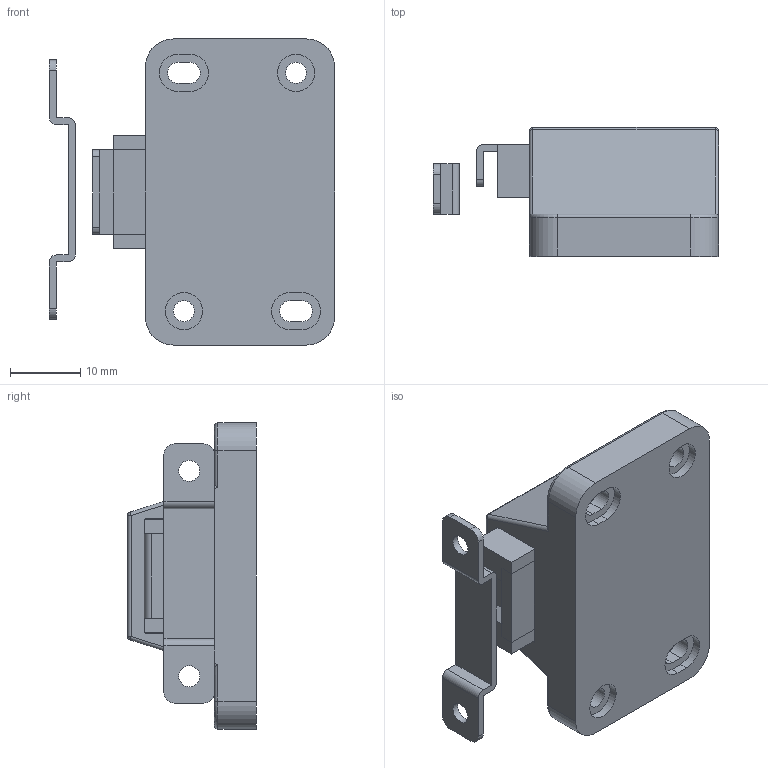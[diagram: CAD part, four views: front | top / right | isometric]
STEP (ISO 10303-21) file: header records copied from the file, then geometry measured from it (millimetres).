
FILE_DESCRIPTION(/* description */ (''),/* implementation_level */ '2;1');
FILE_NAME(/* name */ 'B-OT3.stp',/* time_stamp */ '2025-02-04T20:12:20+09:00',/* author */ ('user'),/* organization */ (''),/* preprocessor_version */ 'ST-DEVELOPER v15.6',/* originating_system */ 'Autodesk Inventor 2015',/* authorisation */ '');
FILE_SCHEMA (('AUTOMOTIVE_DESIGN { 1 0 10303 214 3 1 1 }'));
Length unit declared in the file: millimetre
Products named in the file (6): 몸체; 브라켓; 캐치; 캐치심사출; 캐치심철판; B-OT3
Bounding box: 40.7 x 18.4 x 43.7 mm (x, y, z)
Volume: 14554.3 mm3; surface area: 9790.7 mm2
Topology: 5 solids, 5 shells, 138 faces, 333 edges, 214 vertices
Faces by surface type: plane 81, cylinder 49, sphere 4, torus 4
Full cylindrical faces by diameter (mm): 3 x4, 5.3 x2, 6 x2
Entity records: 4143 total; most frequent: DIRECTION 721, CARTESIAN_POINT 688, ORIENTED_EDGE 650, EDGE_CURVE 325, AXIS2_PLACEMENT_3D 247, LINE 227, VECTOR 227, VERTEX_POINT 214
